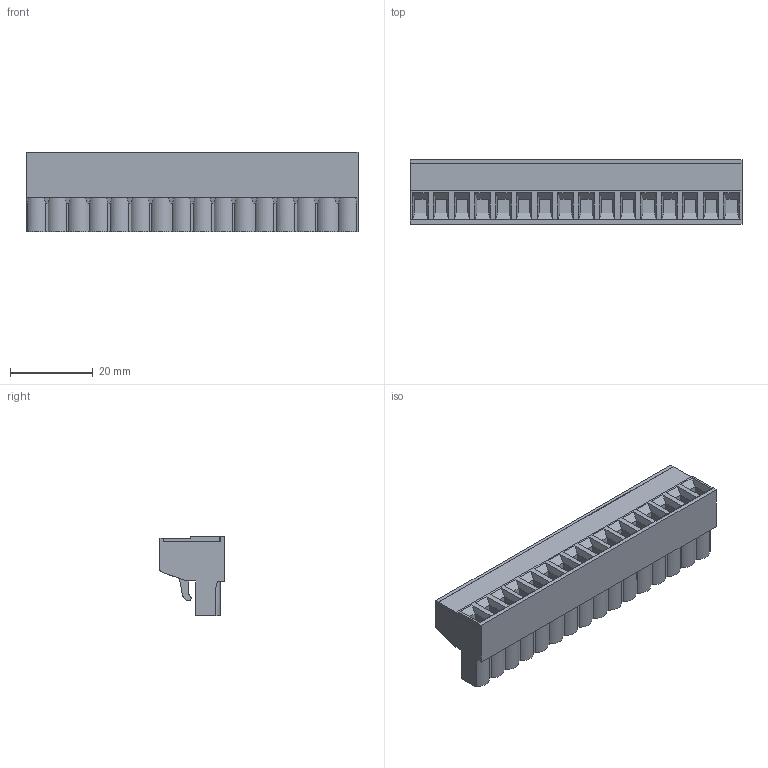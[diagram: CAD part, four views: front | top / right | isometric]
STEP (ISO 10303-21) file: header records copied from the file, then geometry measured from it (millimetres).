
FILE_DESCRIPTION(('STEP AP214'),'1');
FILE_NAME('SH16-5.stp','2019-10-25T09:08:14',(' '),(' '),'Spatial InterOp 3D',' ',' ');
FILE_SCHEMA(('automotive_design'));
Length unit declared in the file: metre
Products named in the file (1): 1
Bounding box: 80 x 15.5 x 19.2 mm (x, y, z)
Volume: 13821.7 mm3; surface area: 8852.8 mm2
Topology: 1 solids, 1 shells, 479 faces, 1211 edges, 786 vertices
Faces by surface type: plane 399, cylinder 63, cone 16, extrusion 1
Full cylindrical faces by diameter (mm): 1.6 x16, 4 x16
Entity records: 17547 total; most frequent: CARTESIAN_POINT 2383, DIRECTION 2310, ORIENTED_EDGE 2262, EDGE_CURVE 1131, VECTOR 908, LINE 907, VERTEX_POINT 754, AXIS2_PLACEMENT_3D 701
